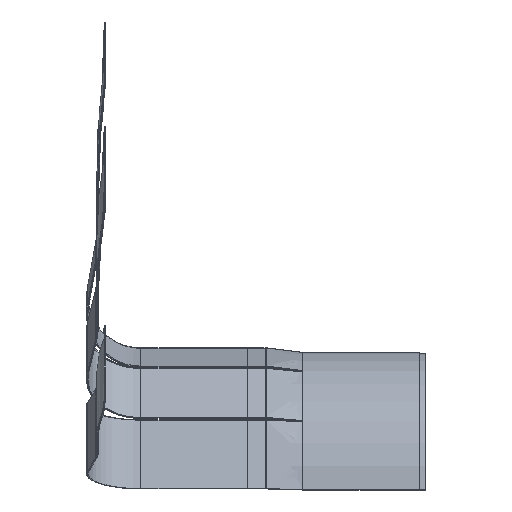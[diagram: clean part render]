
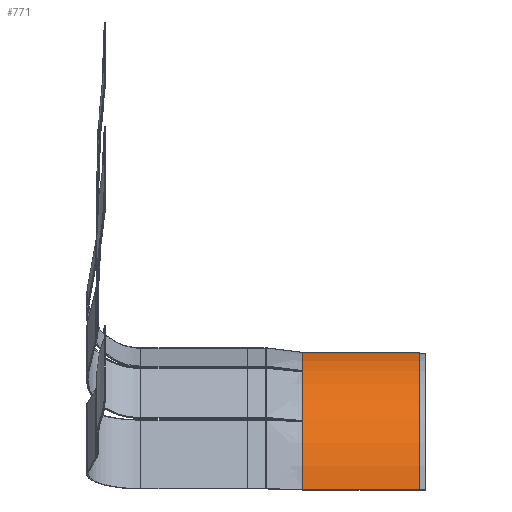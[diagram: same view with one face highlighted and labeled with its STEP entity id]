
A CAD part, left-side view. The second image highlights one B-rep face of the part: STEP entity #771.
In plain terms, the highlighted cylindrical face has radius 38.555 mm (diameter 77.11 mm), a partial arc.
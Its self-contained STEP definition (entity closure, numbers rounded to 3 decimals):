
#759=CYLINDRICAL_SURFACE('',#5820,38.555);
#771=ADVANCED_FACE('',(#1299),#759,.T.);
#1299=FACE_OUTER_BOUND('',#1639,.T.);
#1639=EDGE_LOOP('',(#2017,#2018,#2019,#2020));
#1974=CIRCLE('',#5813,38.555);
#1976=CIRCLE('',#5817,38.555);
#2017=ORIENTED_EDGE('',*,*,#4062,.T.);
#2018=ORIENTED_EDGE('',*,*,#4064,.T.);
#2019=ORIENTED_EDGE('',*,*,#4056,.F.);
#2020=ORIENTED_EDGE('',*,*,#4059,.F.);
#3553=VERTEX_POINT('',#6920);
#3556=VERTEX_POINT('',#6925);
#3558=VERTEX_POINT('',#6931);
#3560=VERTEX_POINT('',#6937);
#4056=EDGE_CURVE('',#3556,#3553,#1974,.T.);
#4059=EDGE_CURVE('',#3558,#3556,#4837,.T.);
#4062=EDGE_CURVE('',#3558,#3560,#1976,.T.);
#4064=EDGE_CURVE('',#3560,#3553,#4840,.T.);
#4837=LINE('',#6932,#5325);
#4840=LINE('',#6941,#5328);
#5325=VECTOR('',#6042,1.);
#5328=VECTOR('',#6053,1.);
#5813=AXIS2_PLACEMENT_3D('',#6926,#6036,#6037);
#5817=AXIS2_PLACEMENT_3D('',#6938,#6048,#6049);
#5820=AXIS2_PLACEMENT_3D('',#6943,#6056,#6057);
#6036=DIRECTION('',(0.,-1.,0.));
#6037=DIRECTION('',(0.,0.,1.));
#6042=DIRECTION('',(0.,-1.,0.));
#6048=DIRECTION('',(0.,-1.,0.));
#6049=DIRECTION('',(0.,0.,1.));
#6053=DIRECTION('',(0.,-1.,0.));
#6056=DIRECTION('',(0.,1.,0.));
#6057=DIRECTION('',(0.,0.,1.));
#6920=CARTESIAN_POINT('',(-38.542,138.,1.015));
#6925=CARTESIAN_POINT('',(38.542,138.,1.015));
#6926=CARTESIAN_POINT('',(0.,138.,0.01));
#6931=CARTESIAN_POINT('',(38.542,170.,1.015));
#6932=CARTESIAN_POINT('',(38.542,138.,1.015));
#6937=CARTESIAN_POINT('',(-38.542,170.,1.015));
#6938=CARTESIAN_POINT('',(0.,170.,0.01));
#6941=CARTESIAN_POINT('',(-38.542,138.,1.015));
#6943=CARTESIAN_POINT('',(0.,138.,0.01));
